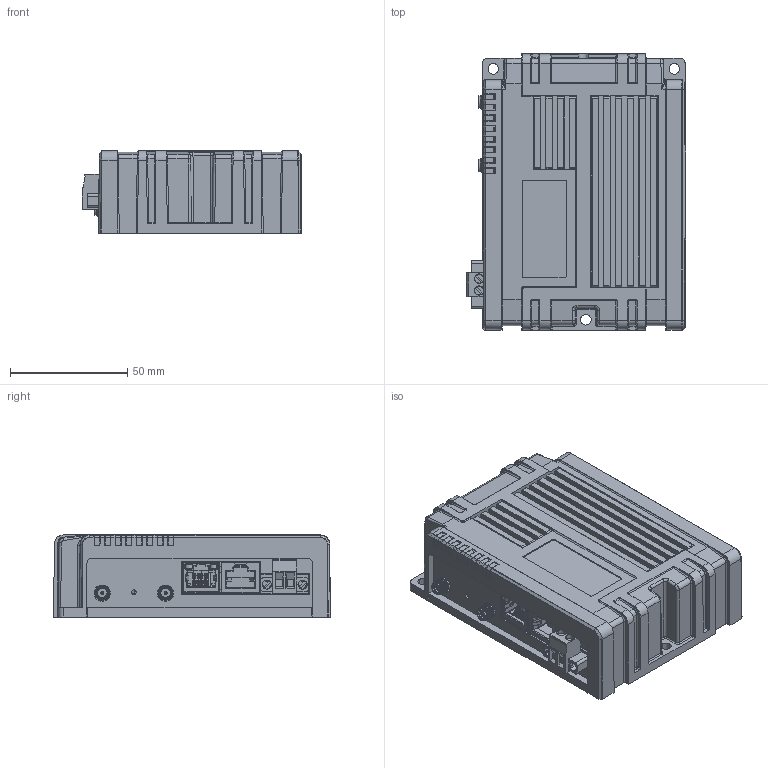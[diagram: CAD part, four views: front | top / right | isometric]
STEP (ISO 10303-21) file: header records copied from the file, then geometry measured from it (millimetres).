
FILE_DESCRIPTION (( 'STEP AP203' ), '1' );
FILE_NAME ('STEP FILE_IX10 ENCLOSURE ASSEMBLY_2020.07.29.STEP', '2020-07-28T12:04:12', ( '' ), ( '' ), 'SwSTEP 2.0', 'SolidWorks 2020', '' );
FILE_SCHEMA (( 'CONFIG_CONTROL_DESIGN' ));
Length unit declared in the file: millimetre
Products named in the file (12): IX10 - COMBICON PLUG_2020.07.29; STEP FILE_IX10 ENCLOSURE ASSEMBLY_2020.07.29; IX10 - SIM COVER_2020.07.29; IX10 - M2X8_2020.07.29; IX10 - BASE_2020.07.29; IX10 - M4 insert_2020.07.29; IX10 - LIGHT PIPES_2020.07.29; IX10 - PCB_2020.07.29; IX10 - M2 Insert_2020.07.29; IX10 - HEATSINK CASTING_2020.07.29; IX10 - CONNECTOR PLATE_2020.07.29; IX10 - LID_2020.07.29
Assembly tree (14 placements, depth 2):
  STEP FILE_IX10 ENCLOSURE ASSEMBLY_2020.07.29
    IX10 - LID_2020.07.29
    IX10 - HEATSINK CASTING_2020.07.29
    IX10 - LIGHT PIPES_2020.07.29
    IX10 - CONNECTOR PLATE_2020.07.29
    IX10 - BASE_2020.07.29
    IX10 - SIM COVER_2020.07.29
    IX10 - M2X8_2020.07.29
    IX10 - M4 insert_2020.07.29  x4
    IX10 - M2 Insert_2020.07.29
    IX10 - PCB_2020.07.29
    IX10 - COMBICON PLUG_2020.07.29
Bounding box: 93.48 x 118 x 35 mm (x, y, z)
Volume: 118906.4 mm3; surface area: 131087.9 mm2
Topology: 20 solids, 215 shells, 4865 faces, 14399 edges, 9787 vertices
Faces by surface type: plane 2873, cylinder 1297, bspline 373, cone 322
Entity records: 192298 total; most frequent: CARTESIAN_POINT 69853, ORIENTED_EDGE 26980, DIRECTION 21280, EDGE_CURVE 14283, VERTEX_POINT 9763, VECTOR 8942, LINE 8942, AXIS2_PLACEMENT_3D 6169
